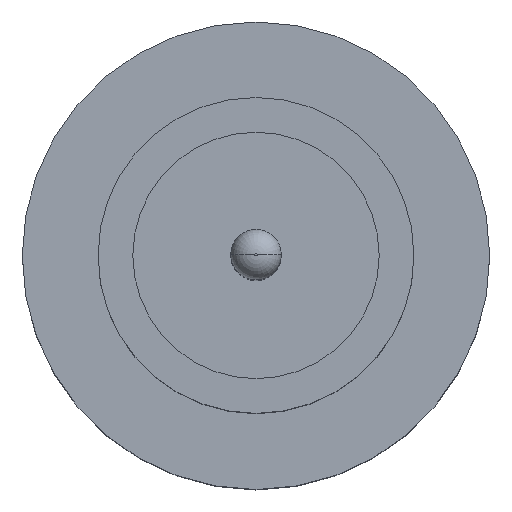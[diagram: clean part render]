
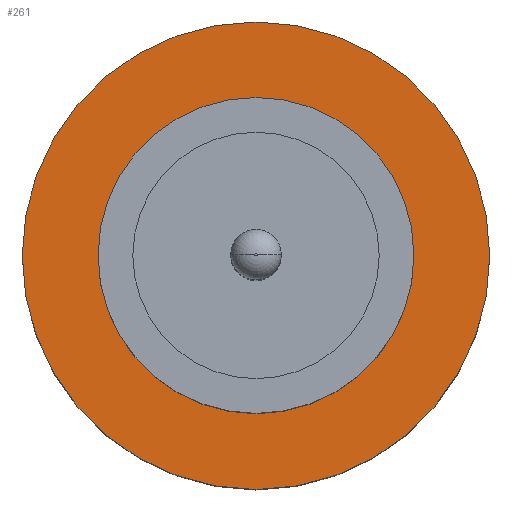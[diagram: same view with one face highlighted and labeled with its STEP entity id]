
A CAD part, top view. The second image highlights one B-rep face of the part: STEP entity #261.
In plain terms, the highlighted planar face has unit normal (0, 0, 1).
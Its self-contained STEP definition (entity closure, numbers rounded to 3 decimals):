
#1 = CARTESIAN_POINT ( 'NONE',  ( 0., 0., 1.55 ) ) ;
#29 = DIRECTION ( 'NONE',  ( 0., 0., 1. ) ) ;
#32 = ORIENTED_EDGE ( 'NONE', *, *, #55, .T. ) ;
#47 = FACE_BOUND ( 'NONE', #673, .T. ) ;
#55 = EDGE_CURVE ( 'NONE', #519, #434, #294, .T. ) ;
#170 = AXIS2_PLACEMENT_3D ( 'NONE', #661, #172, #236 ) ;
#172 = DIRECTION ( 'NONE',  ( 0., 0., 1. ) ) ;
#175 = DIRECTION ( 'NONE',  ( 1., 0., 0. ) ) ;
#202 = CIRCLE ( 'NONE', #170, 1.85 ) ;
#206 = AXIS2_PLACEMENT_3D ( 'NONE', #243, #735, #175 ) ;
#216 = DIRECTION ( 'NONE',  ( 0., 0., 1. ) ) ;
#219 = FACE_OUTER_BOUND ( 'NONE', #656, .T. ) ;
#222 = DIRECTION ( 'NONE',  ( 0., 0., 1. ) ) ;
#236 = DIRECTION ( 'NONE',  ( 1., 0., 0. ) ) ;
#243 = CARTESIAN_POINT ( 'NONE',  ( 0., 0., 1.55 ) ) ;
#261 = ADVANCED_FACE ( 'NONE', ( #47, #219 ), #770, .T. ) ;
#278 = AXIS2_PLACEMENT_3D ( 'NONE', #509, #222, #368 ) ;
#283 = DIRECTION ( 'NONE',  ( 1., 0., 0. ) ) ;
#294 = CIRCLE ( 'NONE', #206, 1.85 ) ;
#320 = EDGE_CURVE ( 'NONE', #700, #844, #612, .T. ) ;
#368 = DIRECTION ( 'NONE',  ( 1., 0., 0. ) ) ;
#412 = AXIS2_PLACEMENT_3D ( 'NONE', #461, #29, #863 ) ;
#419 = ORIENTED_EDGE ( 'NONE', *, *, #320, .F. ) ;
#434 = VERTEX_POINT ( 'NONE', #492 ) ;
#461 = CARTESIAN_POINT ( 'NONE',  ( 0., 0., 1.55 ) ) ;
#492 = CARTESIAN_POINT ( 'NONE',  ( 1.85, 0., 1.55 ) ) ;
#509 = CARTESIAN_POINT ( 'NONE',  ( 0., 0., 1.55 ) ) ;
#513 = CARTESIAN_POINT ( 'NONE',  ( -1.25, 0., 1.55 ) ) ;
#519 = VERTEX_POINT ( 'NONE', #824 ) ;
#612 = CIRCLE ( 'NONE', #617, 1.25 ) ;
#617 = AXIS2_PLACEMENT_3D ( 'NONE', #1, #216, #283 ) ;
#646 = CIRCLE ( 'NONE', #412, 1.25 ) ;
#652 = CARTESIAN_POINT ( 'NONE',  ( 1.25, 0., 1.55 ) ) ;
#656 = EDGE_LOOP ( 'NONE', ( #32, #882 ) ) ;
#661 = CARTESIAN_POINT ( 'NONE',  ( 0., 0., 1.55 ) ) ;
#673 = EDGE_LOOP ( 'NONE', ( #907, #419 ) ) ;
#700 = VERTEX_POINT ( 'NONE', #513 ) ;
#735 = DIRECTION ( 'NONE',  ( 0., 0., 1. ) ) ;
#770 = PLANE ( 'NONE',  #278 ) ;
#806 = EDGE_CURVE ( 'NONE', #434, #519, #202, .T. ) ;
#824 = CARTESIAN_POINT ( 'NONE',  ( -1.85, 0., 1.55 ) ) ;
#844 = VERTEX_POINT ( 'NONE', #652 ) ;
#863 = DIRECTION ( 'NONE',  ( 1., 0., 0. ) ) ;
#882 = ORIENTED_EDGE ( 'NONE', *, *, #806, .T. ) ;
#902 = EDGE_CURVE ( 'NONE', #844, #700, #646, .T. ) ;
#907 = ORIENTED_EDGE ( 'NONE', *, *, #902, .F. ) ;
